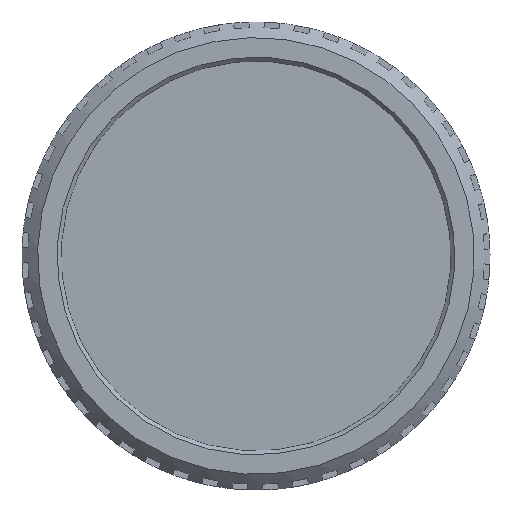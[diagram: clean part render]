
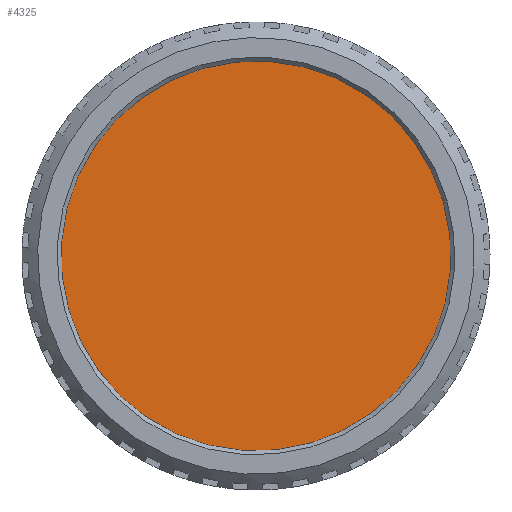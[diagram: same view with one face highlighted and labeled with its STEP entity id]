
A CAD part, top view. The second image highlights one B-rep face of the part: STEP entity #4325.
In plain terms, the highlighted planar face has unit normal (0, 0, 1).
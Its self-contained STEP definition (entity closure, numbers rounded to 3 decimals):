
#260=CIRCLE('',#4793,25.);
#1697=ORIENTED_EDGE('',*,*,#2404,.T.);
#2404=EDGE_CURVE('',#2851,#2851,#260,.T.);
#2851=VERTEX_POINT('',#8539);
#3702=EDGE_LOOP('',(#1697));
#3940=FACE_BOUND('',#3702,.T.);
#4107=PLANE('',#4794);
#4325=ADVANCED_FACE('',(#3940),#4107,.T.);
#4793=AXIS2_PLACEMENT_3D('',#8538,#5993,#5994);
#4794=AXIS2_PLACEMENT_3D('',#8540,#5995,#5996);
#5993=DIRECTION('',(0.,0.,1.));
#5994=DIRECTION('',(0.342,0.94,0.));
#5995=DIRECTION('',(0.,0.,1.));
#5996=DIRECTION('',(-1.,0.,0.));
#8538=CARTESIAN_POINT('',(0.,0.,5.25));
#8539=CARTESIAN_POINT('',(8.551,23.492,5.25));
#8540=CARTESIAN_POINT('',(90.,0.,5.25));
